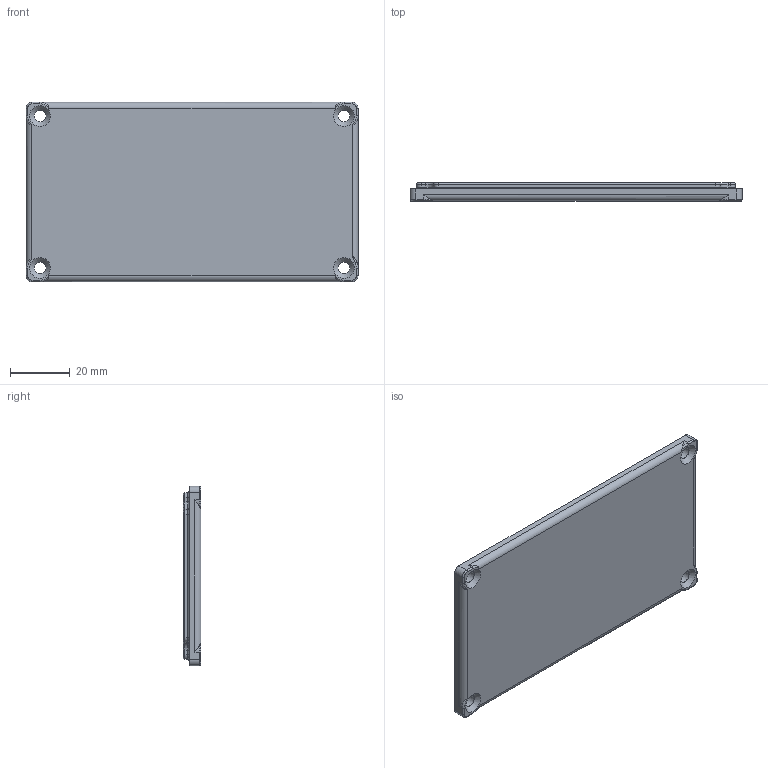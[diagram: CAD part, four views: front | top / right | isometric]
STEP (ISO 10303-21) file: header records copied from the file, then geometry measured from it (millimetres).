
FILE_DESCRIPTION (( 'STEP AP214' ), '1' );
FILE_NAME ('G0124_BOT.STEP', '2015-02-28T09:22:37', ( 'Michael' ), ( '' ), 'SwSTEP 2.0', 'SolidWorks 2014', '' );
FILE_SCHEMA (( 'AUTOMOTIVE_DESIGN' ));
Length unit declared in the file: millimetre
Products named in the file (2): G0124_íèç; G0124_BOT
Assembly tree (1 placements, depth 2):
  G0124_BOT
    G0124_íèç
Bounding box: 111 x 6 x 60 mm (x, y, z)
Volume: 16636.4 mm3; surface area: 16046.3 mm2
Topology: 1 solids, 1 shells, 198 faces, 469 edges, 265 vertices
Faces by surface type: cylinder 100, torus 52, plane 32, sphere 8, cone 4, bspline 2
Full cylindrical faces by diameter (mm): 4 x4
Entity records: 5752 total; most frequent: CARTESIAN_POINT 1120, DIRECTION 1070, ORIENTED_EDGE 894, EDGE_CURVE 447, AXIS2_PLACEMENT_3D 441, VERTEX_POINT 261, CIRCLE 241, EDGE_LOOP 216
